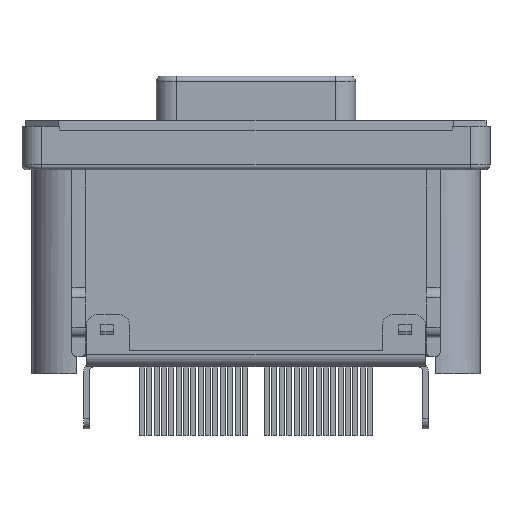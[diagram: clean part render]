
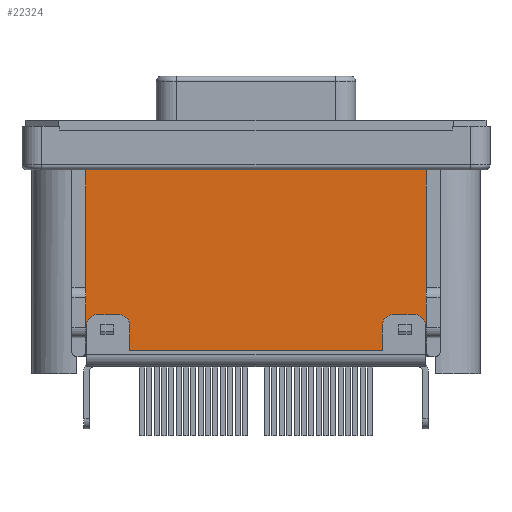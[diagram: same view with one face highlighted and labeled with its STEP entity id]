
A CAD part, front view. The second image highlights one B-rep face of the part: STEP entity #22324.
In plain terms, the highlighted planar face has unit normal (0, -1, 0).
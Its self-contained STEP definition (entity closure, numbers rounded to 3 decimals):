
#29 = VECTOR ( 'NONE', #12413, 1000. ) ;
#231 = CARTESIAN_POINT ( 'NONE',  ( 9.25, -2.6, -2. ) ) ;
#243 = VERTEX_POINT ( 'NONE', #23436 ) ;
#535 = DIRECTION ( 'NONE',  ( 0., 0., -1. ) ) ;
#560 = CARTESIAN_POINT ( 'NONE',  ( -6.85, -2.6, -9.775 ) ) ;
#594 = EDGE_CURVE ( 'NONE', #26581, #19694, #2806, .T. ) ;
#904 = CARTESIAN_POINT ( 'NONE',  ( -8.5, -2.6, -9.775 ) ) ;
#1995 = CARTESIAN_POINT ( 'NONE',  ( -8., -2.6, -9.275 ) ) ;
#2067 = VERTEX_POINT ( 'NONE', #9430 ) ;
#2083 = VERTEX_POINT ( 'NONE', #24198 ) ;
#2096 = CARTESIAN_POINT ( 'NONE',  ( -6.85, -2.6, -9.275 ) ) ;
#2116 = ORIENTED_EDGE ( 'NONE', *, *, #3633, .T. ) ;
#2149 = DIRECTION ( 'NONE',  ( 1., 0., 0. ) ) ;
#2515 = CARTESIAN_POINT ( 'NONE',  ( 6.35, -2.6, -9.775 ) ) ;
#2747 = ORIENTED_EDGE ( 'NONE', *, *, #7866, .T. ) ;
#2806 = CIRCLE ( 'NONE', #29927, 0.5 ) ;
#3241 = VERTEX_POINT ( 'NONE', #22018 ) ;
#3351 = ORIENTED_EDGE ( 'NONE', *, *, #17168, .T. ) ;
#3632 = LINE ( 'NONE', #6740, #28301 ) ;
#3633 = EDGE_CURVE ( 'NONE', #26779, #21063, #13460, .T. ) ;
#3964 = LINE ( 'NONE', #29379, #16287 ) ;
#4388 = DIRECTION ( 'NONE',  ( 1., 0., 0. ) ) ;
#5166 = CARTESIAN_POINT ( 'NONE',  ( 8.5, -2.6, -11.125 ) ) ;
#5350 = EDGE_CURVE ( 'NONE', #2083, #26347, #21078, .T. ) ;
#5400 = AXIS2_PLACEMENT_3D ( 'NONE', #11219, #28460, #13676 ) ;
#5589 = VECTOR ( 'NONE', #4388, 1000. ) ;
#5684 = ORIENTED_EDGE ( 'NONE', *, *, #5350, .T. ) ;
#5721 = ORIENTED_EDGE ( 'NONE', *, *, #594, .T. ) ;
#5874 = VERTEX_POINT ( 'NONE', #8288 ) ;
#6242 = ORIENTED_EDGE ( 'NONE', *, *, #17233, .T. ) ;
#6740 = CARTESIAN_POINT ( 'NONE',  ( -6.35, -2.6, -11.075 ) ) ;
#6774 = CARTESIAN_POINT ( 'NONE',  ( 9.25, -2.6, -11.125 ) ) ;
#7030 = EDGE_CURVE ( 'NONE', #22914, #2067, #7155, .T. ) ;
#7155 = LINE ( 'NONE', #6774, #5589 ) ;
#7532 = ORIENTED_EDGE ( 'NONE', *, *, #21829, .F. ) ;
#7603 = VECTOR ( 'NONE', #20911, 1000. ) ;
#7866 = EDGE_CURVE ( 'NONE', #5874, #2083, #3632, .T. ) ;
#7889 = CARTESIAN_POINT ( 'NONE',  ( -7.15, -2.6, -11.575 ) ) ;
#7985 = DIRECTION ( 'NONE',  ( 0., -1., 0. ) ) ;
#8288 = CARTESIAN_POINT ( 'NONE',  ( -6.35, -2.6, -9.775 ) ) ;
#8353 = FACE_OUTER_BOUND ( 'NONE', #25112, .T. ) ;
#9430 = CARTESIAN_POINT ( 'NONE',  ( -8.5, -2.6, -11.125 ) ) ;
#9523 = CARTESIAN_POINT ( 'NONE',  ( 6.35, -2.6, -11.075 ) ) ;
#9585 = LINE ( 'NONE', #17628, #23469 ) ;
#9785 = VECTOR ( 'NONE', #22169, 1000. ) ;
#10160 = ORIENTED_EDGE ( 'NONE', *, *, #25069, .T. ) ;
#10173 = CARTESIAN_POINT ( 'NONE',  ( -8., -2.6, -9.775 ) ) ;
#10332 = DIRECTION ( 'NONE',  ( 1., 0., 0. ) ) ;
#11153 = ORIENTED_EDGE ( 'NONE', *, *, #19545, .T. ) ;
#11219 = CARTESIAN_POINT ( 'NONE',  ( 8., -2.6, -9.775 ) ) ;
#11746 = EDGE_CURVE ( 'NONE', #26347, #20222, #9585, .T. ) ;
#12413 = DIRECTION ( 'NONE',  ( 1., 0., 0. ) ) ;
#12564 = CIRCLE ( 'NONE', #21685, 0.5 ) ;
#12644 = DIRECTION ( 'NONE',  ( 1., 0., 0. ) ) ;
#12802 = CARTESIAN_POINT ( 'NONE',  ( 6.85, -2.6, -9.775 ) ) ;
#13460 = LINE ( 'NONE', #15260, #26593 ) ;
#13525 = EDGE_CURVE ( 'NONE', #20222, #243, #12564, .T. ) ;
#13676 = DIRECTION ( 'NONE',  ( 1., 0., 0. ) ) ;
#13918 = VERTEX_POINT ( 'NONE', #30744 ) ;
#14019 = VECTOR ( 'NONE', #2149, 1000. ) ;
#14062 = LINE ( 'NONE', #15190, #27193 ) ;
#14285 = DIRECTION ( 'NONE',  ( 1., 0., 0. ) ) ;
#14321 = CARTESIAN_POINT ( 'NONE',  ( -8.55, -2.6, -2. ) ) ;
#14954 = DIRECTION ( 'NONE',  ( -1., 0., 0. ) ) ;
#15147 = DIRECTION ( 'NONE',  ( 0., 0., 1. ) ) ;
#15190 = CARTESIAN_POINT ( 'NONE',  ( 8.55, -2.6, -11.375 ) ) ;
#15260 = CARTESIAN_POINT ( 'NONE',  ( 8.5, -2.6, -11.275 ) ) ;
#15334 = EDGE_CURVE ( 'NONE', #21063, #13918, #3964, .T. ) ;
#15694 = CIRCLE ( 'NONE', #30339, 0.5 ) ;
#15843 = ORIENTED_EDGE ( 'NONE', *, *, #13525, .T. ) ;
#16287 = VECTOR ( 'NONE', #21907, 1000. ) ;
#16346 = VECTOR ( 'NONE', #14954, 1000. ) ;
#16708 = CARTESIAN_POINT ( 'NONE',  ( 8.5, -2.6, -9.775 ) ) ;
#16771 = CARTESIAN_POINT ( 'NONE',  ( -7.15, -2.6, -11.075 ) ) ;
#17168 = EDGE_CURVE ( 'NONE', #2067, #26581, #22908, .T. ) ;
#17233 = EDGE_CURVE ( 'NONE', #19694, #19699, #20578, .T. ) ;
#17329 = CARTESIAN_POINT ( 'NONE',  ( -8.5, -2.6, -9.775 ) ) ;
#17393 = ORIENTED_EDGE ( 'NONE', *, *, #11746, .T. ) ;
#17628 = CARTESIAN_POINT ( 'NONE',  ( 6.35, -2.6, -9.775 ) ) ;
#18302 = DIRECTION ( 'NONE',  ( 0., 1., 0. ) ) ;
#19545 = EDGE_CURVE ( 'NONE', #243, #21937, #26227, .T. ) ;
#19694 = VERTEX_POINT ( 'NONE', #1995 ) ;
#19699 = VERTEX_POINT ( 'NONE', #2096 ) ;
#20222 = VERTEX_POINT ( 'NONE', #2515 ) ;
#20309 = VECTOR ( 'NONE', #14285, 1000. ) ;
#20578 = LINE ( 'NONE', #26826, #14019 ) ;
#20911 = DIRECTION ( 'NONE',  ( 0., 0., 1. ) ) ;
#21063 = VERTEX_POINT ( 'NONE', #5166 ) ;
#21078 = LINE ( 'NONE', #16771, #20309 ) ;
#21685 = AXIS2_PLACEMENT_3D ( 'NONE', #12802, #27586, #10332 ) ;
#21751 = EDGE_CURVE ( 'NONE', #19699, #5874, #15694, .T. ) ;
#21829 = EDGE_CURVE ( 'NONE', #22914, #30504, #28827, .T. ) ;
#21907 = DIRECTION ( 'NONE',  ( 1., 0., 0. ) ) ;
#21937 = VERTEX_POINT ( 'NONE', #30893 ) ;
#22018 = CARTESIAN_POINT ( 'NONE',  ( 8.55, -2.6, -2. ) ) ;
#22169 = DIRECTION ( 'NONE',  ( 0., 0., 1. ) ) ;
#22324 = ADVANCED_FACE ( 'NONE', ( #8353 ), #22758, .T. ) ;
#22335 = CARTESIAN_POINT ( 'NONE',  ( 8., -2.6, -9.275 ) ) ;
#22375 = CIRCLE ( 'NONE', #5400, 0.5 ) ;
#22639 = DIRECTION ( 'NONE',  ( 0., 0., -1. ) ) ;
#22758 = PLANE ( 'NONE',  #29127 ) ;
#22908 = LINE ( 'NONE', #17329, #9785 ) ;
#22914 = VERTEX_POINT ( 'NONE', #29834 ) ;
#22917 = LINE ( 'NONE', #231, #16346 ) ;
#23191 = CARTESIAN_POINT ( 'NONE',  ( -8.55, -2.6, -11.375 ) ) ;
#23436 = CARTESIAN_POINT ( 'NONE',  ( 6.85, -2.6, -9.275 ) ) ;
#23469 = VECTOR ( 'NONE', #15147, 1000. ) ;
#23644 = ORIENTED_EDGE ( 'NONE', *, *, #21751, .T. ) ;
#24198 = CARTESIAN_POINT ( 'NONE',  ( -6.35, -2.6, -11.075 ) ) ;
#24726 = ORIENTED_EDGE ( 'NONE', *, *, #7030, .T. ) ;
#25069 = EDGE_CURVE ( 'NONE', #21937, #26779, #22375, .T. ) ;
#25112 = EDGE_LOOP ( 'NONE', ( #3351, #5721, #6242, #23644, #2747, #5684, #17393, #15843, #11153, #10160, #2116, #30810, #28424, #27891, #7532, #24726 ) ) ;
#25240 = DIRECTION ( 'NONE',  ( 0., 0., -1. ) ) ;
#26227 = LINE ( 'NONE', #22335, #29 ) ;
#26347 = VERTEX_POINT ( 'NONE', #9523 ) ;
#26581 = VERTEX_POINT ( 'NONE', #904 ) ;
#26593 = VECTOR ( 'NONE', #535, 1000. ) ;
#26779 = VERTEX_POINT ( 'NONE', #16708 ) ;
#26826 = CARTESIAN_POINT ( 'NONE',  ( -6.85, -2.6, -9.275 ) ) ;
#27193 = VECTOR ( 'NONE', #22639, 1000. ) ;
#27420 = DIRECTION ( 'NONE',  ( 0., 1., 0. ) ) ;
#27586 = DIRECTION ( 'NONE',  ( 0., 1., 0. ) ) ;
#27891 = ORIENTED_EDGE ( 'NONE', *, *, #30672, .T. ) ;
#28301 = VECTOR ( 'NONE', #31418, 1000. ) ;
#28424 = ORIENTED_EDGE ( 'NONE', *, *, #30250, .F. ) ;
#28460 = DIRECTION ( 'NONE',  ( 0., 1., 0. ) ) ;
#28827 = LINE ( 'NONE', #23191, #7603 ) ;
#29127 = AXIS2_PLACEMENT_3D ( 'NONE', #7889, #7985, #25240 ) ;
#29379 = CARTESIAN_POINT ( 'NONE',  ( 9.25, -2.6, -11.125 ) ) ;
#29580 = DIRECTION ( 'NONE',  ( 1., 0., 0. ) ) ;
#29834 = CARTESIAN_POINT ( 'NONE',  ( -8.55, -2.6, -11.125 ) ) ;
#29927 = AXIS2_PLACEMENT_3D ( 'NONE', #10173, #27420, #12644 ) ;
#30250 = EDGE_CURVE ( 'NONE', #3241, #13918, #14062, .T. ) ;
#30339 = AXIS2_PLACEMENT_3D ( 'NONE', #560, #18302, #29580 ) ;
#30504 = VERTEX_POINT ( 'NONE', #14321 ) ;
#30672 = EDGE_CURVE ( 'NONE', #3241, #30504, #22917, .T. ) ;
#30744 = CARTESIAN_POINT ( 'NONE',  ( 8.55, -2.6, -11.125 ) ) ;
#30810 = ORIENTED_EDGE ( 'NONE', *, *, #15334, .T. ) ;
#30893 = CARTESIAN_POINT ( 'NONE',  ( 8., -2.6, -9.275 ) ) ;
#31418 = DIRECTION ( 'NONE',  ( 0., 0., -1. ) ) ;
